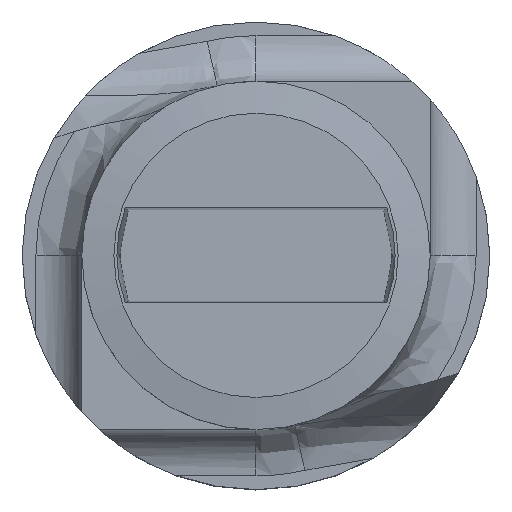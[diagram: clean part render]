
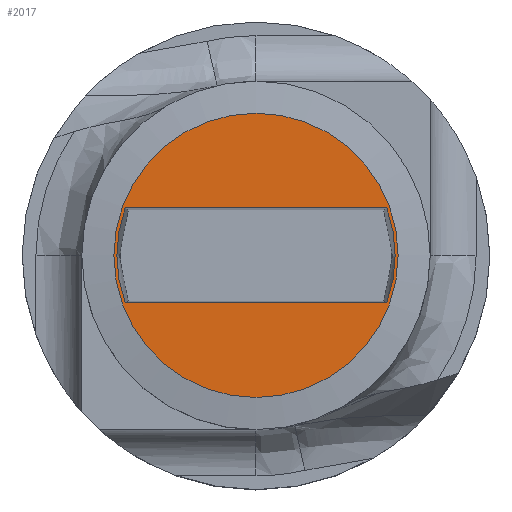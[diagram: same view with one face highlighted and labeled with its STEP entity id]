
A CAD part, top view. The second image highlights one B-rep face of the part: STEP entity #2017.
In plain terms, the highlighted planar face has unit normal (0, 0, 1).
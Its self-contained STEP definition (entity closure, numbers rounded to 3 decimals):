
#167=FACE_BOUND($,#551,.T.);
#182=LINE($,#2997,#280);
#184=LINE($,#3000,#282);
#280=VECTOR($,#2403,2.853);
#282=VECTOR($,#2407,2.853);
#381=PLANE($,#2155);
#419=FACE_OUTER_BOUND($,#550,.T.);
#550=EDGE_LOOP($,(#1311));
#551=EDGE_LOOP($,(#1312,#1313,#1314,#1315));
#697=CIRCLE($,#2147,1.517);
#699=CIRCLE($,#2150,1.517);
#701=CIRCLE($,#2156,1.55);
#823=VERTEX_POINT($,#2971);
#824=VERTEX_POINT($,#2972);
#827=VERTEX_POINT($,#2984);
#828=VERTEX_POINT($,#2985);
#835=VERTEX_POINT($,#3012);
#998=EDGE_CURVE($,#823,#824,#697,.T.);
#1002=EDGE_CURVE($,#827,#828,#699,.T.);
#1006=EDGE_CURVE($,#824,#827,#182,.T.);
#1008=EDGE_CURVE($,#828,#823,#184,.T.);
#1014=EDGE_CURVE($,#835,#835,#701,.T.);
#1311=ORIENTED_EDGE($,*,*,#1014,.F.);
#1312=ORIENTED_EDGE($,*,*,#1002,.F.);
#1313=ORIENTED_EDGE($,*,*,#1006,.F.);
#1314=ORIENTED_EDGE($,*,*,#998,.F.);
#1315=ORIENTED_EDGE($,*,*,#1008,.F.);
#2017=ADVANCED_FACE($,(#419,#167),#381,.T.);
#2147=AXIS2_PLACEMENT_3D($,#2973,#2391,#2392);
#2150=AXIS2_PLACEMENT_3D($,#2986,#2397,#2398);
#2155=AXIS2_PLACEMENT_3D($,#3011,#2415,#2416);
#2156=AXIS2_PLACEMENT_3D($,#3013,#2417,#2418);
#2391=DIRECTION('center_axis',(0.,0.,
1.));
#2392=DIRECTION('ref_axis',(0.,1.,0.));
#2397=DIRECTION('center_axis',(0.,0.,
1.));
#2398=DIRECTION('ref_axis',(0.,-1.,0.));
#2403=DIRECTION($,(1.,0.,0.));
#2407=DIRECTION($,(-1.,0.,0.));
#2415=DIRECTION('center_axis',(0.,0.,
1.));
#2416=DIRECTION('ref_axis',(1.,0.,0.));
#2417=DIRECTION('center_axis',(0.,0.,
-1.));
#2418=DIRECTION('ref_axis',(0.,1.,0.));
#2971=CARTESIAN_POINT('',(3.073,63.017,-45.04));
#2972=CARTESIAN_POINT('',(3.073,61.983,-45.04));
#2973=CARTESIAN_POINT('Origin',(4.5,62.5,-45.04));
#2984=CARTESIAN_POINT('',(5.927,61.983,-45.04));
#2985=CARTESIAN_POINT('',(5.927,63.017,-45.04));
#2986=CARTESIAN_POINT('Origin',(4.5,62.5,-45.04));
#2997=CARTESIAN_POINT($,(3.073,61.983,-45.04));
#3000=CARTESIAN_POINT($,(5.927,63.017,-45.04));
#3011=CARTESIAN_POINT('Origin',(3.104,64.047,-45.04));
#3012=CARTESIAN_POINT('',(6.05,62.5,-45.04));
#3013=CARTESIAN_POINT('Origin',(4.5,62.5,-45.04));
